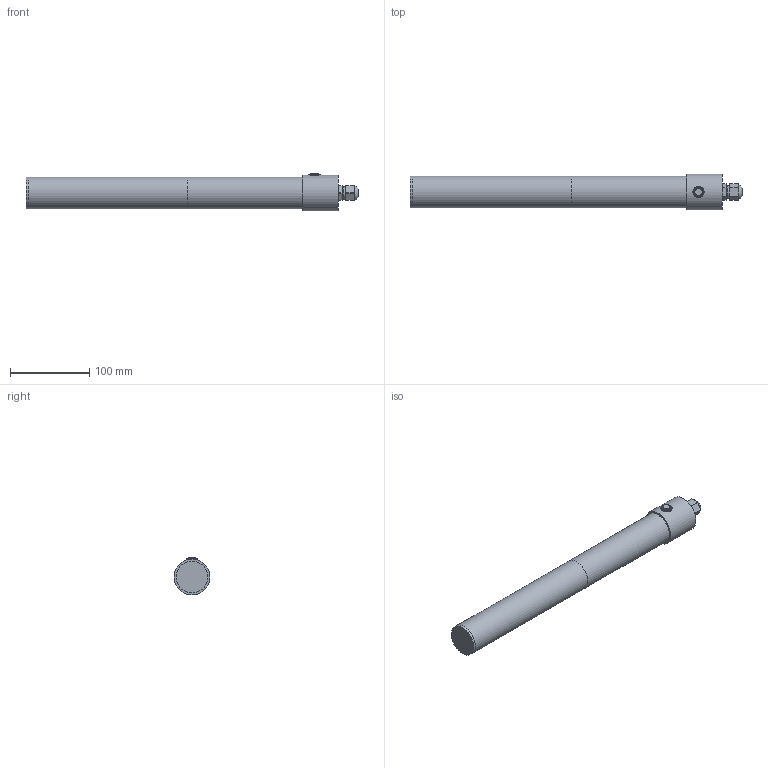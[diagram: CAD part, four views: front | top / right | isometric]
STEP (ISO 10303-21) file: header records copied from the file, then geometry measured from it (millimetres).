
FILE_DESCRIPTION(/* description */ (''),/* implementation_level */ '2;1');
FILE_NAME(/* name */ 'KE-LED-EA 4010-P HB-S.stp',/* time_stamp */ '2025-05-15T10:54:45+02:00',/* author */ ('stree'),/* organization */ (''),/* preprocessor_version */ 'ST-DEVELOPER v20.1',/* originating_system */ 'Autodesk Inventor 2026',/* authorisation */ '');
FILE_SCHEMA (('AUTOMOTIVE_DESIGN { 1 0 10303 214 3 1 1 }'));
Length unit declared in the file: millimetre
Products named in the file (6): KE-LED-EA 4010-P HB-S Baugruppe; Kabelverschraubung M16; KE-LED-EA 4010-P HB HB-S Rohr 2; KE-LED-EA 4010-P HB HB-S Rohr; KE-LED-EA 4010-P HB HB-S Stopfen Oben; KE-LED-EA 4010-P HB-S Stopfen Unten
Assembly tree (5 placements, depth 2):
  KE-LED-EA 4010-P HB-S Baugruppe
    Kabelverschraubung M16
    KE-LED-EA 4010-P HB HB-S Rohr 2
    KE-LED-EA 4010-P HB HB-S Rohr
    KE-LED-EA 4010-P HB HB-S Stopfen Oben
    KE-LED-EA 4010-P HB-S Stopfen Unten
Bounding box: 417.75 x 45 x 47.5 mm (x, y, z)
Volume: 165530 mm3; surface area: 103834.6 mm2
Topology: 5 solids, 5 shells, 71 faces, 148 edges, 99 vertices
Faces by surface type: plane 34, cylinder 31, torus 4, bspline 1, cone 1
Full cylindrical faces by diameter (mm): 7 x1, 10 x1, 12 x1, 13 x1, 14 x1, 15.3 x1, 16 x2, 29.8 x2, 33 x2, 34 x2, 40 x4, 45 x1
Entity records: 2236 total; most frequent: CARTESIAN_POINT 389, DIRECTION 386, ORIENTED_EDGE 296, AXIS2_PLACEMENT_3D 159, EDGE_CURVE 148, VERTEX_POINT 99, EDGE_LOOP 91, CIRCLE 78
